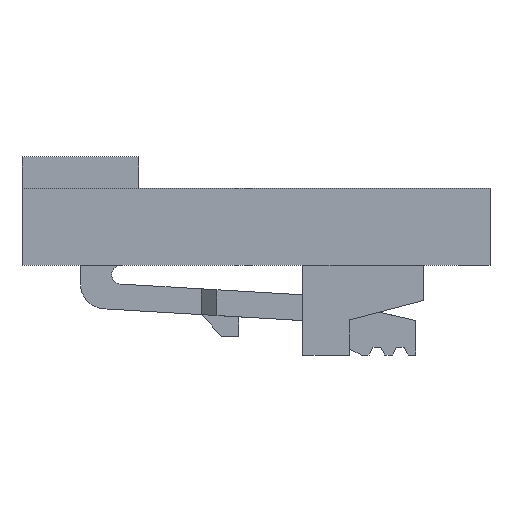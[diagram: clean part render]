
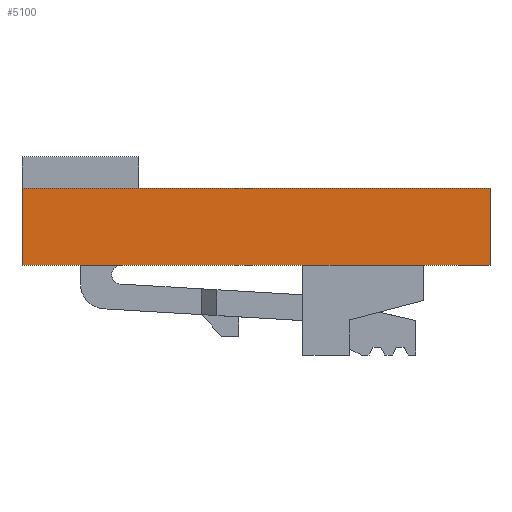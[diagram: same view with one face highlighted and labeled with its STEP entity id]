
A CAD part, left-side view. The second image highlights one B-rep face of the part: STEP entity #5100.
In plain terms, the highlighted planar face has unit normal (-1, 0, 0).
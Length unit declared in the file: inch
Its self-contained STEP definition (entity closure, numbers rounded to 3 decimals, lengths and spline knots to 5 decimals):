
#9=DIRECTION('',(0.,0.,1.));
#10=VECTOR('',#9,0.099);
#11=CARTESIAN_POINT('',(-0.1995,-0.3,-0.0495));
#12=LINE('',#11,#10);
#337=DIRECTION('',(0.,0.,1.));
#338=VECTOR('',#337,0.099);
#339=CARTESIAN_POINT('',(-0.1995,0.3,-0.0495));
#340=LINE('',#339,#338);
#1141=DIRECTION('',(0.,1.,0.));
#1142=VECTOR('',#1141,0.6);
#1143=CARTESIAN_POINT('',(-0.1995,-0.3,0.0495));
#1144=LINE('',#1143,#1142);
#1453=DIRECTION('',(0.,1.,0.));
#1454=VECTOR('',#1453,0.6);
#1455=CARTESIAN_POINT('',(-0.1995,-0.3,-0.0495));
#1456=LINE('',#1455,#1454);
#2189=CARTESIAN_POINT('',(-0.1995,-0.3,-0.0495));
#2190=CARTESIAN_POINT('',(-0.1995,-0.3,0.0495));
#2191=VERTEX_POINT('',#2189);
#2192=VERTEX_POINT('',#2190);
#2197=CARTESIAN_POINT('',(-0.1995,0.3,-0.0495));
#2198=CARTESIAN_POINT('',(-0.1995,0.3,0.0495));
#2199=VERTEX_POINT('',#2197);
#2200=VERTEX_POINT('',#2198);
#5089=CARTESIAN_POINT('',(-0.1995,-0.3,-0.0495));
#5090=DIRECTION('',(-1.,0.,0.));
#5091=DIRECTION('',(0.,0.,1.));
#5092=AXIS2_PLACEMENT_3D('',#5089,#5090,#5091);
#5093=PLANE('',#5092);
#5094=ORIENTED_EDGE('',*,*,#2894,.F.);
#5095=ORIENTED_EDGE('',*,*,#3605,.T.);
#5096=ORIENTED_EDGE('',*,*,#3270,.T.);
#5097=ORIENTED_EDGE('',*,*,#4387,.F.);
#5098=EDGE_LOOP('',(#5094,#5095,#5096,#5097));
#5099=FACE_OUTER_BOUND('',#5098,.F.);
#5100=ADVANCED_FACE('',(#5099),#5093,.T.);
#2894=EDGE_CURVE('',#2191,#2192,#12,.T.);
#3270=EDGE_CURVE('',#2199,#2200,#340,.T.);
#3605=EDGE_CURVE('',#2191,#2199,#1456,.T.);
#4387=EDGE_CURVE('',#2192,#2200,#1144,.T.);
